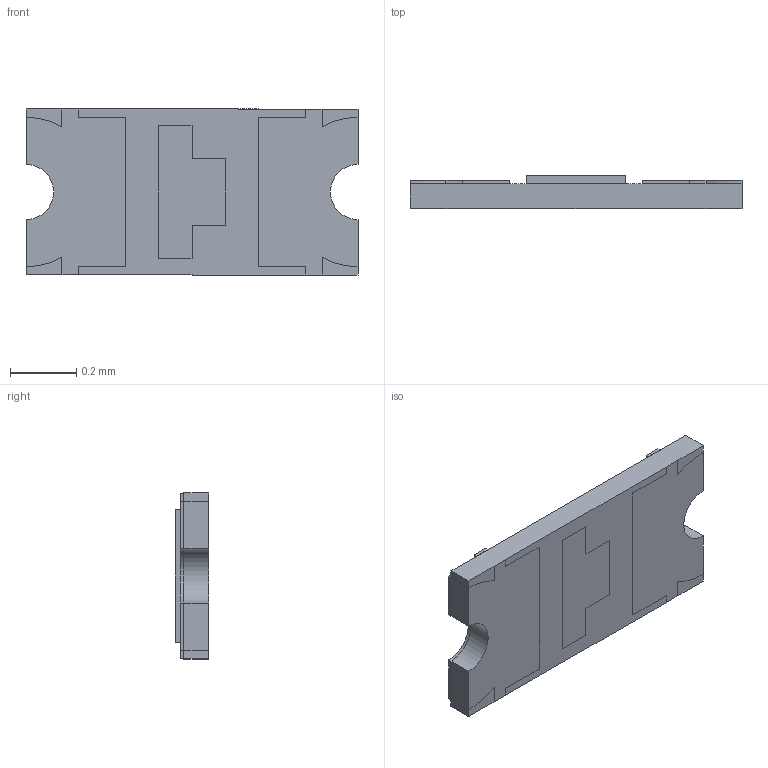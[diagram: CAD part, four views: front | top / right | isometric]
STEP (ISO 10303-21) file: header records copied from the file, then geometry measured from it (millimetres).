
FILE_DESCRIPTION (( 'STEP AP214' ), '1' );
FILE_NAME ('LED 0402 Base YELLOW.STEP', '2015-11-24T21:37:53', ( '' ), ( '' ), 'SwSTEP 2.0', 'SolidWorks 2015', '' );
FILE_SCHEMA (( 'AUTOMOTIVE_DESIGN' ));
Length unit declared in the file: millimetre
Products named in the file (1): LED 0402 Base YELLOW
Bounding box: 1 x 0.1 x 0.5 mm (x, y, z)
Volume: 0 mm3; surface area: 2 mm2
Topology: 4 solids, 4 shells, 59 faces, 166 edges, 116 vertices
Faces by surface type: plane 51, cylinder 8
Entity records: 2068 total; most frequent: CARTESIAN_POINT 342, ORIENTED_EDGE 332, DIRECTION 306, EDGE_CURVE 166, LINE 146, VECTOR 146, VERTEX_POINT 116, AXIS2_PLACEMENT_3D 80
